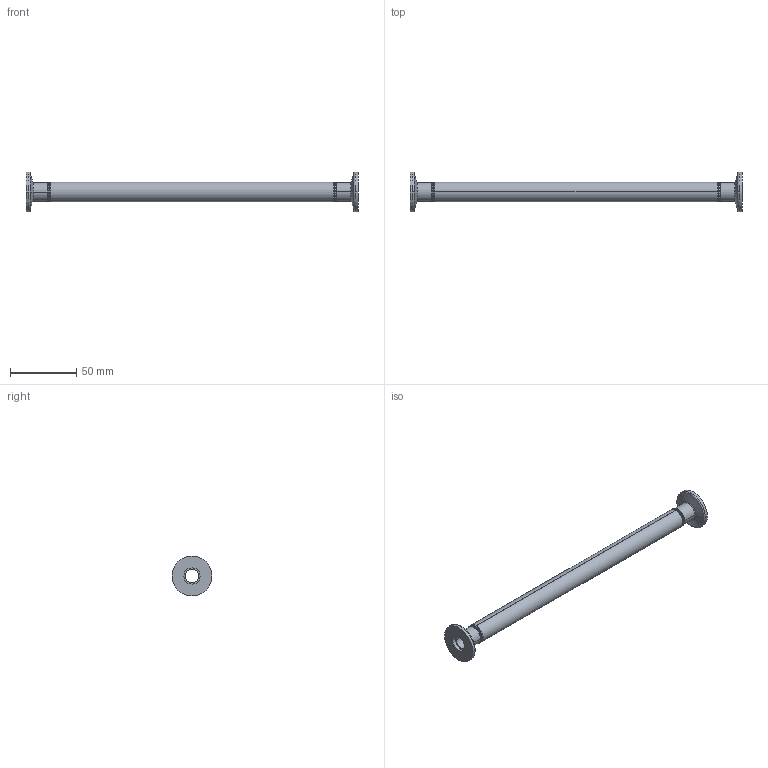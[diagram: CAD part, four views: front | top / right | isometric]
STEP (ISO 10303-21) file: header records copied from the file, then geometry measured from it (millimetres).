
FILE_DESCRIPTION((''),'2;1');
FILE_NAME('211-331.stp','2003-10-10T13:55:34',('KAA'),(''),'Autodesk Inventor (R) 6.0','Autodesk Inventor (R) 6.0','');
FILE_SCHEMA(('CONFIG_CONTROL_DESIGN'));
Length unit declared in the file: millimetre
Products named in the file (1): 211-331
Bounding box: 250 x 30 x 30 mm (x, y, z)
Volume: 8143.1 mm3; surface area: 25965.5 mm2
Topology: 1 solids, 1 shells, 108 faces, 270 edges, 182 vertices
Faces by surface type: bspline 32, torus 32, cylinder 20, plane 20, cone 4
Entity records: 4787 total; most frequent: CARTESIAN_POINT 1969, DIRECTION 670, ORIENTED_EDGE 540, AXIS2_PLACEMENT_3D 323, EDGE_CURVE 270, CIRCLE 246, VERTEX_POINT 182, EDGE_LOOP 128
